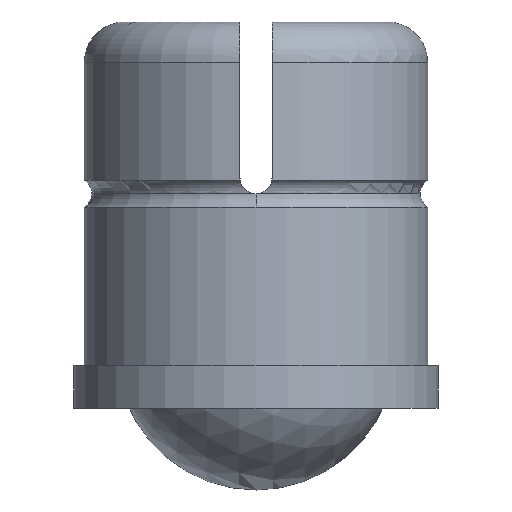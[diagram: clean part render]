
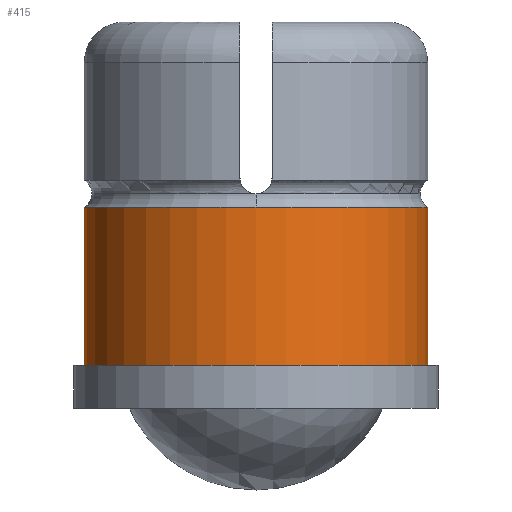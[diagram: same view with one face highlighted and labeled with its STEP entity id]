
A CAD part, front view. The second image highlights one B-rep face of the part: STEP entity #415.
In plain terms, the highlighted cylindrical face has radius 4 mm (diameter 8 mm), a partial arc.
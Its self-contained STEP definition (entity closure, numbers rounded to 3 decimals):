
#201=VERTEX_POINT('',#554);
#203=EDGE_CURVE('',#471,#219,#556,.T.);
#209=EDGE_CURVE('',#525,#235,#562,.T.);
#219=VERTEX_POINT('',#572);
#235=VERTEX_POINT('',#589);
#259=EDGE_CURVE('',#471,#201,#617,.T.);
#415=ADVANCED_FACE('',(#789),#790,.T.);
#471=VERTEX_POINT('',#852);
#477=EDGE_CURVE('',#219,#525,#859,.T.);
#497=EDGE_CURVE('',#201,#235,#884,.T.);
#525=VERTEX_POINT('',#912);
#554=CARTESIAN_POINT('',(0.,-4.0,6.583));
#556=LINE('',#937,#938);
#562=LINE('',#946,#947);
#572=CARTESIAN_POINT('',(4.0,0.,2.9));
#589=CARTESIAN_POINT('',(-4.0,0.,6.583));
#617=CIRCLE('',#1074,4.0);
#789=FACE_OUTER_BOUND('',#1653,.T.);
#790=CYLINDRICAL_SURFACE('',#1654,4.0);
#852=CARTESIAN_POINT('',(4.0,0.,6.583));
#859=CIRCLE('',#1815,4.0);
#884=CIRCLE('',#1844,4.0);
#912=CARTESIAN_POINT('',(-4.0,0.,2.9));
#937=CARTESIAN_POINT('',(4.0,0.,6.428));
#938=VECTOR('',#1983,1.0);
#946=CARTESIAN_POINT('',(-4.0,0.,6.428));
#947=VECTOR('',#1987,1.0);
#1074=AXIS2_PLACEMENT_3D('',#2036,#2037,#2038);
#1653=EDGE_LOOP('',(#2230,#2231,#2232,#2233,#2234));
#1654=AXIS2_PLACEMENT_3D('',#2235,#2236,#2237);
#1815=AXIS2_PLACEMENT_3D('',#2318,#2319,#2320);
#1844=AXIS2_PLACEMENT_3D('',#2376,#2377,#2378);
#1983=DIRECTION('',(0.,0.0,-1.0));
#1987=DIRECTION('',(0.,-0.0,1.0));
#2036=CARTESIAN_POINT('',(0.,0.0,6.583));
#2037=DIRECTION('',(0.,0.0,-1.0));
#2038=DIRECTION('',(1.0,0.,0.));
#2230=ORIENTED_EDGE('',*,*,#203,.F.);
#2231=ORIENTED_EDGE('',*,*,#259,.T.);
#2232=ORIENTED_EDGE('',*,*,#497,.T.);
#2233=ORIENTED_EDGE('',*,*,#209,.F.);
#2234=ORIENTED_EDGE('',*,*,#477,.F.);
#2235=CARTESIAN_POINT('',(0.,0.0,6.428));
#2236=DIRECTION('',(0.,-0.0,1.0));
#2237=DIRECTION('',(1.0,0.,0.));
#2318=CARTESIAN_POINT('',(0.,0.0,2.9));
#2319=DIRECTION('',(0.,0.0,-1.0));
#2320=DIRECTION('',(1.0,0.,0.));
#2376=CARTESIAN_POINT('',(0.,0.0,6.583));
#2377=DIRECTION('',(0.,0.0,-1.0));
#2378=DIRECTION('',(1.0,0.,0.));
